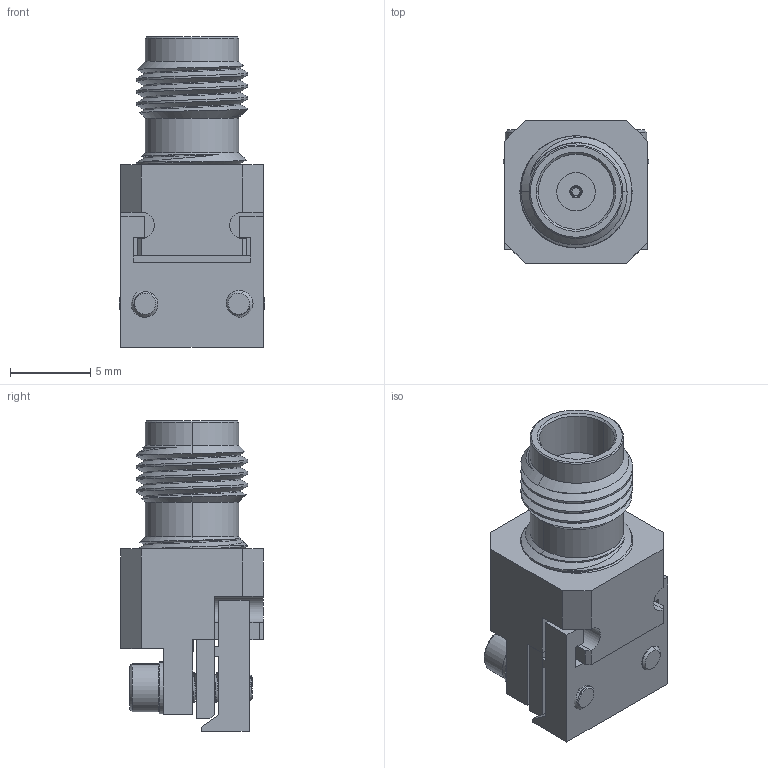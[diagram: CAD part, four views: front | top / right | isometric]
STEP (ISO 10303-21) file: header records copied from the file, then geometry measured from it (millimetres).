
FILE_DESCRIPTION (( 'STEP AP203' ), '1' );
FILE_NAME ('PE45401.step', '2019-08-05T13:44:11', ( '' ), ( '' ), 'SwSTEP 2.0', 'SolidWorks 2018', '' );
FILE_SCHEMA (( 'CONFIG_CONTROL_DESIGN' ));
Length unit declared in the file: inch
Products named in the file (5): Copy of Grounding Plate^PE45401; Copy of PE45401-Body^PE45401; PE45401; Copy of Threaded Clamping Plate^PE45401; Copy of 1-72 SHCS x .3125^PE45401_92196A067
Assembly tree (5 placements, depth 2):
  PE45401
    Copy of PE45401-Body^PE45401
    Copy of Grounding Plate^PE45401
    Copy of Threaded Clamping Plate^PE45401
    Copy of 1-72 SHCS x .3125^PE45401_92196A067  x2
Bounding box: 9.09 x 8.89 x 19.38 mm (x, y, z)
Volume: 953.6 mm3; surface area: 1453.1 mm2
Topology: 9 solids, 9 shells, 354 faces, 919 edges, 595 vertices
Faces by surface type: cylinder 181, plane 116, cone 47, bspline 10
Entity records: 12692 total; most frequent: CARTESIAN_POINT 6207, ORIENTED_EDGE 1344, DIRECTION 1134, EDGE_CURVE 672, VERTEX_POINT 436, AXIS2_PLACEMENT_3D 398, VECTOR 338, LINE 338
